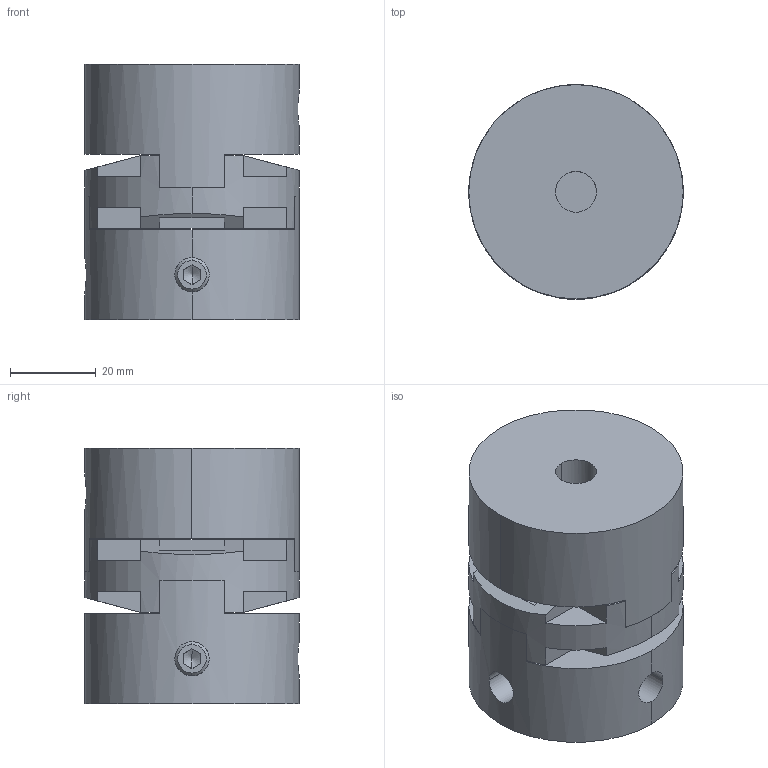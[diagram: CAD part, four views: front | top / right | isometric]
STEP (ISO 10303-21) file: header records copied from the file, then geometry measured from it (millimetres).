
FILE_DESCRIPTION(('STEP AP214'),'1');
FILE_NAME('me44-ox50f-9_53--ox50f-9_53--50d.stp','2019-08-20T10:24:55',('TraceParts'),('TraceParts S.A.'),'Spatial InterOp 3D',' ',' ');
FILE_SCHEMA(('AUTOMOTIVE_DESIGN { 1 0 10303 214 1 1 1 1 }'));
Length unit declared in the file: millimetre
Products named in the file (1): me44-ox50f-9_53--ox50f-9_53--50d_1
Bounding box: 50 x 50 x 59.6 mm (x, y, z)
Volume: 100271.2 mm3; surface area: 26519.8 mm2
Topology: 3 solids, 3 shells, 160 faces, 430 edges, 274 vertices
Faces by surface type: plane 102, cylinder 34, cone 24
Entity records: 6082 total; most frequent: CARTESIAN_POINT 1627, ORIENTED_EDGE 844, DIRECTION 820, EDGE_CURVE 422, AXIS2_PLACEMENT_3D 283, VERTEX_POINT 274, LINE 254, VECTOR 254
